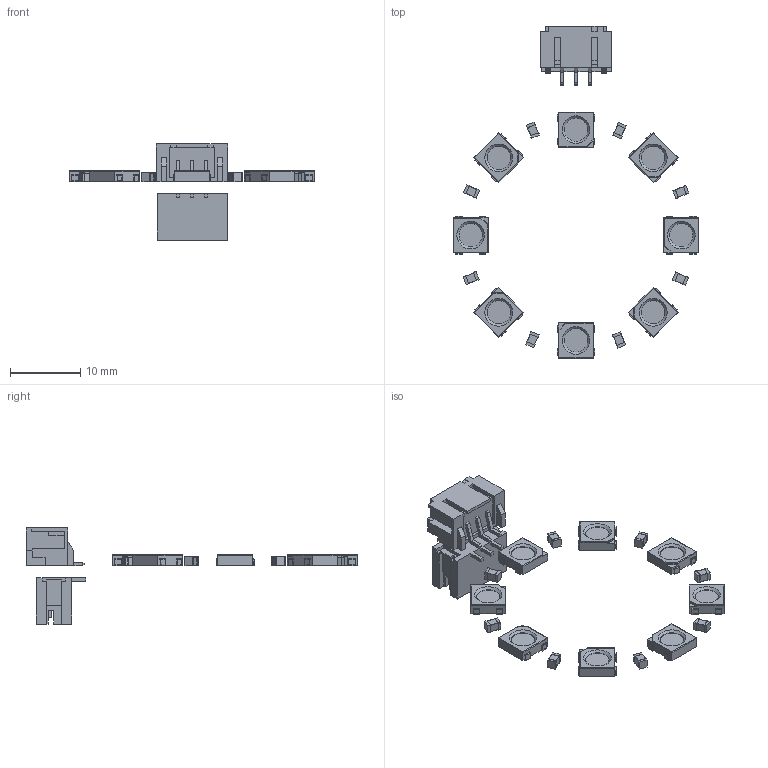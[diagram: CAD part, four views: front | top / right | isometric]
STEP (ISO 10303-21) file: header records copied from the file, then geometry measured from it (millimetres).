
FILE_DESCRIPTION(('KiCad electronic assembly'),'2;1');
FILE_NAME('ringLight.step','2021-02-04T20:55:52',('An Author'),( 'A Company'),'Open CASCADE STEP processor 6.9', 'KiCad to STEP converter','Unknown');
FILE_SCHEMA(('AUTOMOTIVE_DESIGN { 1 0 10303 214 1 1 1 1 }'));
Length unit declared in the file: millimetre
Products named in the file (10): Open CASCADE STEP translator 6.9 1; B3B-PH-SM4-TB; SOLID; C_0805_2012Metric; LED_WS2812B_PLCC4_5.0x5.0mm_P3.2mm; JST-PH-SMD-3Pin-2.00mm; COMPOUND
Assembly tree (23 placements, depth 3):
  Open CASCADE STEP translator 6.9 1
    B3B-PH-SM4-TB
      SOLID
    C_0805_2012Metric  x8
      SOLID
    LED_WS2812B_PLCC4_5.0x5.0mm_P3.2mm  x8
      SOLID
    JST-PH-SMD-3Pin-2.00mm
      SOLID
    COMPOUND
Bounding box: 35 x 47.26 x 13.68 mm (x, y, z)
Volume: 642.4 mm3; surface area: 1792.3 mm2
Topology: 18 solids, 38 shells, 1168 faces, 3196 edges, 2102 vertices
Faces by surface type: plane 848, cylinder 272, bspline 40, cone 8
Full cylindrical faces by diameter (mm): 3.333 x8
Entity records: 40048 total; most frequent: CARTESIAN_POINT 11931, DIRECTION 3966, LINE 2849, VECTOR 2849, ORIENTED_EDGE 2570, PCURVE 2570, DEFINITIONAL_REPRESENTATION 2570, EDGE_CURVE 1285
